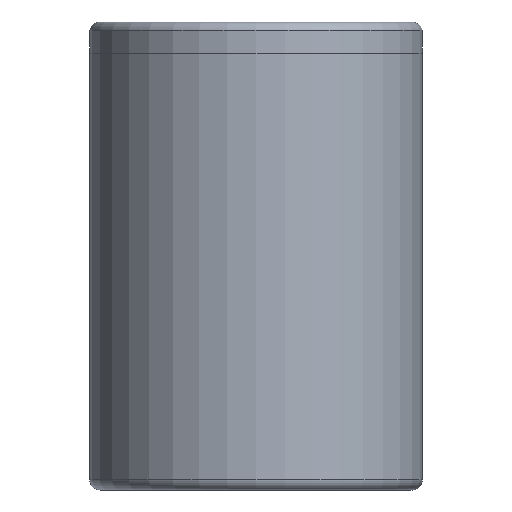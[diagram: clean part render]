
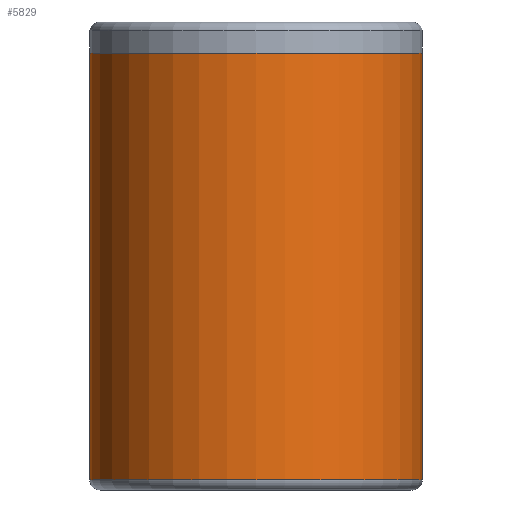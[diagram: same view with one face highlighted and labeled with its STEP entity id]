
A CAD part, front view. The second image highlights one B-rep face of the part: STEP entity #5829.
In plain terms, the highlighted cylindrical face has radius 16 mm (diameter 32 mm), a partial arc.
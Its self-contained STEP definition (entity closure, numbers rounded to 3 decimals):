
#570 = CARTESIAN_POINT ( 'NONE',  ( 16., 0., 45. ) ) ;
#1689 = AXIS2_PLACEMENT_3D ( 'NONE', #15530, #14599, #14208 ) ;
#1751 = DIRECTION ( 'NONE',  ( 0., 0., -1. ) ) ;
#1815 = CARTESIAN_POINT ( 'NONE',  ( 0., 0., 42. ) ) ;
#2170 = AXIS2_PLACEMENT_3D ( 'NONE', #10117, #2261, #11430 ) ;
#2261 = DIRECTION ( 'NONE',  ( 0., 0., 1. ) ) ;
#3101 = ORIENTED_EDGE ( 'NONE', *, *, #13144, .F. ) ;
#3138 = DIRECTION ( 'NONE',  ( 1., 0., 0. ) ) ;
#3394 = ORIENTED_EDGE ( 'NONE', *, *, #8143, .T. ) ;
#4893 = VECTOR ( 'NONE', #1751, 1000. ) ;
#5110 = CARTESIAN_POINT ( 'NONE',  ( 16., 0., 42. ) ) ;
#5286 = LINE ( 'NONE', #570, #4893 ) ;
#5584 = ORIENTED_EDGE ( 'NONE', *, *, #14469, .F. ) ;
#5829 = ADVANCED_FACE ( 'NONE', ( #12850 ), #5887, .T. ) ;
#5887 = CYLINDRICAL_SURFACE ( 'NONE', #1689, 16. ) ;
#6335 = CARTESIAN_POINT ( 'NONE',  ( -16., 0., 1. ) ) ;
#6674 = CARTESIAN_POINT ( 'NONE',  ( -16., 0., 45. ) ) ;
#8143 = EDGE_CURVE ( 'NONE', #15073, #16513, #13017, .T. ) ;
#8274 = VERTEX_POINT ( 'NONE', #10592 ) ;
#9736 = VERTEX_POINT ( 'NONE', #5110 ) ;
#9819 = LINE ( 'NONE', #6674, #12877 ) ;
#10117 = CARTESIAN_POINT ( 'NONE',  ( 0., 0., 1. ) ) ;
#10592 = CARTESIAN_POINT ( 'NONE',  ( -16., 0., 42. ) ) ;
#10646 = DIRECTION ( 'NONE',  ( 0., 0., -1. ) ) ;
#10954 = ORIENTED_EDGE ( 'NONE', *, *, #16075, .T. ) ;
#10986 = DIRECTION ( 'NONE',  ( 0., 0., 1. ) ) ;
#11430 = DIRECTION ( 'NONE',  ( 1., 0., 0. ) ) ;
#11931 = AXIS2_PLACEMENT_3D ( 'NONE', #1815, #10986, #3138 ) ;
#12690 = EDGE_LOOP ( 'NONE', ( #3101, #5584, #10954, #3394 ) ) ;
#12850 = FACE_OUTER_BOUND ( 'NONE', #12690, .T. ) ;
#12877 = VECTOR ( 'NONE', #10646, 1000. ) ;
#13017 = CIRCLE ( 'NONE', #2170, 16. ) ;
#13144 = EDGE_CURVE ( 'NONE', #9736, #16513, #5286, .T. ) ;
#14208 = DIRECTION ( 'NONE',  ( -1., 0., 0. ) ) ;
#14469 = EDGE_CURVE ( 'NONE', #8274, #9736, #15190, .T. ) ;
#14599 = DIRECTION ( 'NONE',  ( 0., 0., -1. ) ) ;
#15073 = VERTEX_POINT ( 'NONE', #6335 ) ;
#15190 = CIRCLE ( 'NONE', #11931, 16. ) ;
#15530 = CARTESIAN_POINT ( 'NONE',  ( 0., 0., 45. ) ) ;
#16075 = EDGE_CURVE ( 'NONE', #8274, #15073, #9819, .T. ) ;
#16083 = CARTESIAN_POINT ( 'NONE',  ( 16., 0., 1. ) ) ;
#16513 = VERTEX_POINT ( 'NONE', #16083 ) ;
